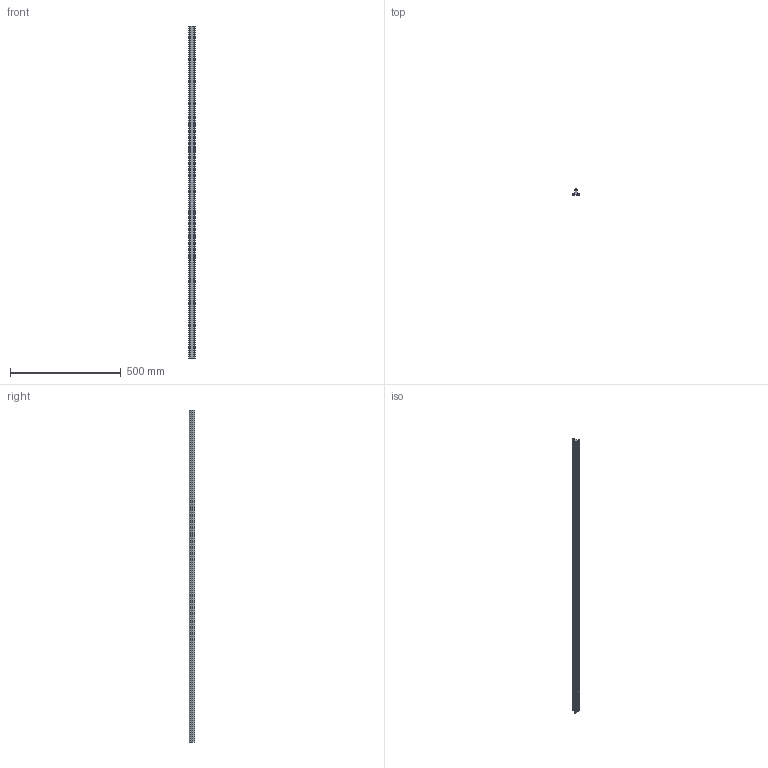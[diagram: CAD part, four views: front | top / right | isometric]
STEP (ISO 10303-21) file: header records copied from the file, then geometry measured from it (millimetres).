
FILE_DESCRIPTION (( 'STEP AP214' ), '1' );
FILE_NAME ('Ñáîðêà1.STEP', '2024-03-18T12:17:06', ( '' ), ( '' ), 'SwSTEP 2.0', 'SolidWorks 2022', '' );
FILE_SCHEMA (( 'AUTOMOTIVE_DESIGN' ));
Length unit declared in the file: millimetre
Products named in the file (2): Сборка1; B430 Цилиндрический рельс SBR10_00
Assembly tree (1 placements, depth 2):
  Сборка1
    B430 Цилиндрический рельс SBR10_00
Bounding box: 30 x 26.2 x 1500 mm (x, y, z)
Volume: 476553.9 mm3; surface area: 167691.7 mm2
Topology: 1 solids, 1 shells, 330 faces, 924 edges, 536 vertices
Faces by surface type: plane 147, cone 120, cylinder 63
Entity records: 10500 total; most frequent: CARTESIAN_POINT 2514, ORIENTED_EDGE 1848, DIRECTION 1598, EDGE_CURVE 924, AXIS2_PLACEMENT_3D 580, VERTEX_POINT 536, VECTOR 438, LINE 438
